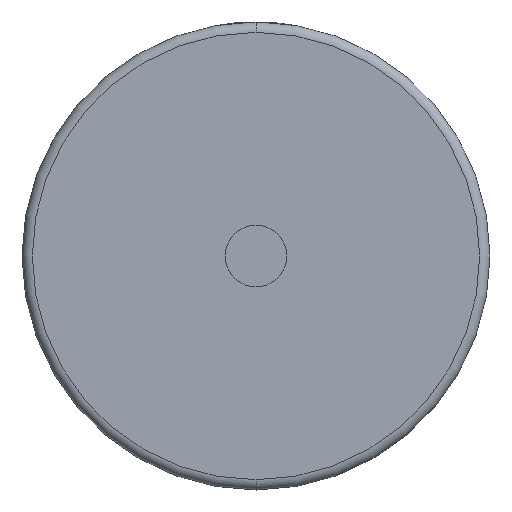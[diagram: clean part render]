
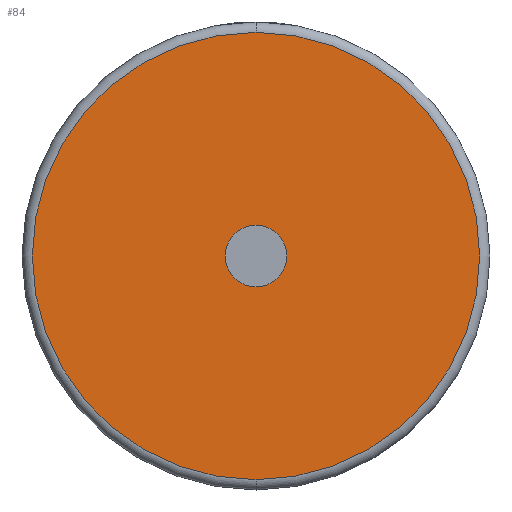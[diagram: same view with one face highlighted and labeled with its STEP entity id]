
A CAD part, front view. The second image highlights one B-rep face of the part: STEP entity #84.
In plain terms, the highlighted planar face has unit normal (0, -1, 0).
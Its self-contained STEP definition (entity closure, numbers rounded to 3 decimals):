
#25 = VERTEX_POINT ( 'NONE', #1153 ) ;
#67 = CARTESIAN_POINT ( 'NONE',  ( 0., 0., -6. ) ) ;
#84 = ADVANCED_FACE ( 'NONE', ( #717, #2670 ), #757, .F. ) ;
#253 = CARTESIAN_POINT ( 'NONE',  ( 0., 0., 6. ) ) ;
#287 = EDGE_LOOP ( 'NONE', ( #1826, #666 ) ) ;
#394 = EDGE_CURVE ( 'NONE', #770, #2519, #1777, .T. ) ;
#666 = ORIENTED_EDGE ( 'NONE', *, *, #3674, .T. ) ;
#717 = FACE_OUTER_BOUND ( 'NONE', #287, .T. ) ;
#728 = AXIS2_PLACEMENT_3D ( 'NONE', #3557, #1251, #3031 ) ;
#757 = PLANE ( 'NONE',  #2801 ) ;
#770 = VERTEX_POINT ( 'NONE', #67 ) ;
#791 = VERTEX_POINT ( 'NONE', #2956 ) ;
#830 = DIRECTION ( 'NONE',  ( 0., -1., 0. ) ) ;
#1114 = CIRCLE ( 'NONE', #728, 6. ) ;
#1146 = CARTESIAN_POINT ( 'NONE',  ( 0., 0., 0. ) ) ;
#1153 = CARTESIAN_POINT ( 'NONE',  ( 0., 0., -43.5 ) ) ;
#1210 = ORIENTED_EDGE ( 'NONE', *, *, #2338, .F. ) ;
#1251 = DIRECTION ( 'NONE',  ( 0., -1., 0. ) ) ;
#1298 = CARTESIAN_POINT ( 'NONE',  ( 0., 0., 0. ) ) ;
#1332 = CIRCLE ( 'NONE', #2436, 43.5 ) ;
#1345 = CARTESIAN_POINT ( 'NONE',  ( 0., 0., 0. ) ) ;
#1586 = DIRECTION ( 'NONE',  ( 0., 0., 1. ) ) ;
#1777 = CIRCLE ( 'NONE', #3148, 6. ) ;
#1826 = ORIENTED_EDGE ( 'NONE', *, *, #2252, .T. ) ;
#1898 = DIRECTION ( 'NONE',  ( 0., 0., 1. ) ) ;
#2123 = EDGE_LOOP ( 'NONE', ( #1210, #3353 ) ) ;
#2252 = EDGE_CURVE ( 'NONE', #791, #25, #2502, .T. ) ;
#2338 = EDGE_CURVE ( 'NONE', #2519, #770, #1114, .T. ) ;
#2436 = AXIS2_PLACEMENT_3D ( 'NONE', #1146, #830, #2919 ) ;
#2502 = CIRCLE ( 'NONE', #2899, 43.5 ) ;
#2519 = VERTEX_POINT ( 'NONE', #253 ) ;
#2670 = FACE_BOUND ( 'NONE', #2123, .T. ) ;
#2801 = AXIS2_PLACEMENT_3D ( 'NONE', #1345, #3676, #1898 ) ;
#2899 = AXIS2_PLACEMENT_3D ( 'NONE', #1298, #3349, #1586 ) ;
#2919 = DIRECTION ( 'NONE',  ( 0., 0., 1. ) ) ;
#2956 = CARTESIAN_POINT ( 'NONE',  ( 0., 0., 43.5 ) ) ;
#3031 = DIRECTION ( 'NONE',  ( 0., 0., 1. ) ) ;
#3087 = DIRECTION ( 'NONE',  ( 0., 0., 1. ) ) ;
#3148 = AXIS2_PLACEMENT_3D ( 'NONE', #3636, #3329, #3087 ) ;
#3329 = DIRECTION ( 'NONE',  ( 0., -1., 0. ) ) ;
#3349 = DIRECTION ( 'NONE',  ( 0., -1., 0. ) ) ;
#3353 = ORIENTED_EDGE ( 'NONE', *, *, #394, .F. ) ;
#3557 = CARTESIAN_POINT ( 'NONE',  ( 0., 0., 0. ) ) ;
#3636 = CARTESIAN_POINT ( 'NONE',  ( 0., 0., 0. ) ) ;
#3674 = EDGE_CURVE ( 'NONE', #25, #791, #1332, .T. ) ;
#3676 = DIRECTION ( 'NONE',  ( 0., 1., 0. ) ) ;
